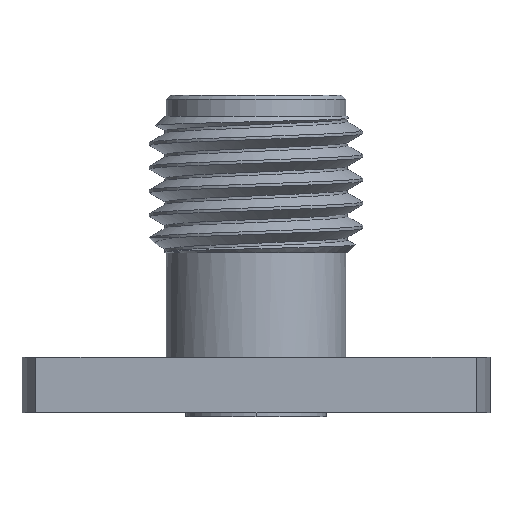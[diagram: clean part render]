
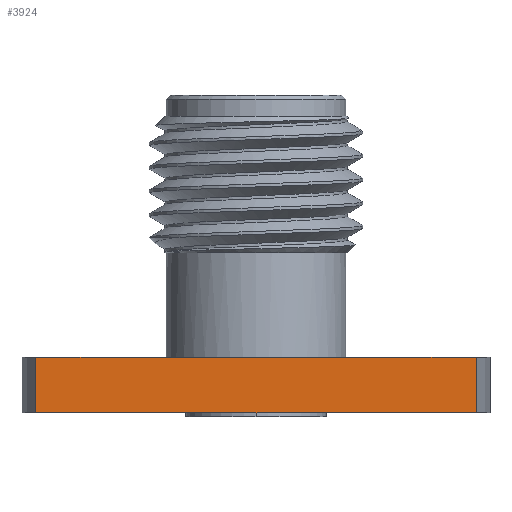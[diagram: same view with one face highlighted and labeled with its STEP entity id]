
A CAD part, left-side view. The second image highlights one B-rep face of the part: STEP entity #3924.
In plain terms, the highlighted planar face has unit normal (-1, 0, 0).
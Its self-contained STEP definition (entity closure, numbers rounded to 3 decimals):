
#117 = CARTESIAN_POINT ( 'NONE',  ( -2.415, -6.554, 0. ) ) ;
#283 = VECTOR ( 'NONE', #396, 1000. ) ;
#377 = CARTESIAN_POINT ( 'NONE',  ( -2.415, -6.554, -1.65 ) ) ;
#390 = LINE ( 'NONE', #117, #3184 ) ;
#396 = DIRECTION ( 'NONE',  ( 0., 0., 1. ) ) ;
#536 = VERTEX_POINT ( 'NONE', #3757 ) ;
#601 = DIRECTION ( 'NONE',  ( 0., -1., 0. ) ) ;
#688 = VECTOR ( 'NONE', #2607, 1000. ) ;
#708 = VERTEX_POINT ( 'NONE', #3287 ) ;
#726 = EDGE_CURVE ( 'NONE', #536, #3473, #4173, .T. ) ;
#861 = CARTESIAN_POINT ( 'NONE',  ( -2.415, -6.554, -1.65 ) ) ;
#895 = EDGE_CURVE ( 'NONE', #1931, #3573, #3377, .T. ) ;
#1238 = EDGE_CURVE ( 'NONE', #1284, #3573, #4497, .T. ) ;
#1284 = VERTEX_POINT ( 'NONE', #2563 ) ;
#1445 = VECTOR ( 'NONE', #601, 1000. ) ;
#1479 = DIRECTION ( 'NONE',  ( 0., 0., 1. ) ) ;
#1663 = LINE ( 'NONE', #3655, #283 ) ;
#1931 = VERTEX_POINT ( 'NONE', #2988 ) ;
#1939 = DIRECTION ( 'NONE',  ( 0., -1., 0. ) ) ;
#1945 = AXIS2_PLACEMENT_3D ( 'NONE', #377, #3303, #1479 ) ;
#2198 = ORIENTED_EDGE ( 'NONE', *, *, #3371, .T. ) ;
#2293 = DIRECTION ( 'NONE',  ( 0., -1., 0. ) ) ;
#2435 = ORIENTED_EDGE ( 'NONE', *, *, #3430, .F. ) ;
#2563 = CARTESIAN_POINT ( 'NONE',  ( -2.415, -6.554, -1.65 ) ) ;
#2566 = PLANE ( 'NONE',  #1945 ) ;
#2607 = DIRECTION ( 'NONE',  ( 0., 0., 1. ) ) ;
#2626 = CARTESIAN_POINT ( 'NONE',  ( -2.415, 1.15, 0. ) ) ;
#2885 = ORIENTED_EDGE ( 'NONE', *, *, #4000, .F. ) ;
#2988 = CARTESIAN_POINT ( 'NONE',  ( -2.415, -1.15, 0. ) ) ;
#3019 = LINE ( 'NONE', #861, #3477 ) ;
#3140 = CARTESIAN_POINT ( 'NONE',  ( -2.415, -6.554, 0. ) ) ;
#3184 = VECTOR ( 'NONE', #1939, 1000. ) ;
#3287 = CARTESIAN_POINT ( 'NONE',  ( -2.415, 6.554, -1.65 ) ) ;
#3303 = DIRECTION ( 'NONE',  ( -1., 0., 0. ) ) ;
#3371 = EDGE_CURVE ( 'NONE', #708, #1284, #3019, .T. ) ;
#3377 = LINE ( 'NONE', #3574, #1445 ) ;
#3430 = EDGE_CURVE ( 'NONE', #3473, #1931, #390, .T. ) ;
#3473 = VERTEX_POINT ( 'NONE', #2626 ) ;
#3477 = VECTOR ( 'NONE', #2293, 1000. ) ;
#3546 = VECTOR ( 'NONE', #4043, 1000. ) ;
#3573 = VERTEX_POINT ( 'NONE', #3140 ) ;
#3574 = CARTESIAN_POINT ( 'NONE',  ( -2.415, -6.554, 0. ) ) ;
#3655 = CARTESIAN_POINT ( 'NONE',  ( -2.415, 6.554, -1.65 ) ) ;
#3755 = ORIENTED_EDGE ( 'NONE', *, *, #1238, .T. ) ;
#3757 = CARTESIAN_POINT ( 'NONE',  ( -2.415, 6.554, 0. ) ) ;
#3870 = ORIENTED_EDGE ( 'NONE', *, *, #726, .F. ) ;
#3924 = ADVANCED_FACE ( 'NONE', ( #4656 ), #2566, .T. ) ;
#4000 = EDGE_CURVE ( 'NONE', #708, #536, #1663, .T. ) ;
#4043 = DIRECTION ( 'NONE',  ( 0., -1., 0. ) ) ;
#4082 = EDGE_LOOP ( 'NONE', ( #3870, #2885, #2198, #3755, #4706, #2435 ) ) ;
#4173 = LINE ( 'NONE', #4400, #3546 ) ;
#4400 = CARTESIAN_POINT ( 'NONE',  ( -2.415, -6.554, 0. ) ) ;
#4497 = LINE ( 'NONE', #4745, #688 ) ;
#4656 = FACE_OUTER_BOUND ( 'NONE', #4082, .T. ) ;
#4706 = ORIENTED_EDGE ( 'NONE', *, *, #895, .F. ) ;
#4745 = CARTESIAN_POINT ( 'NONE',  ( -2.415, -6.554, -1.65 ) ) ;
